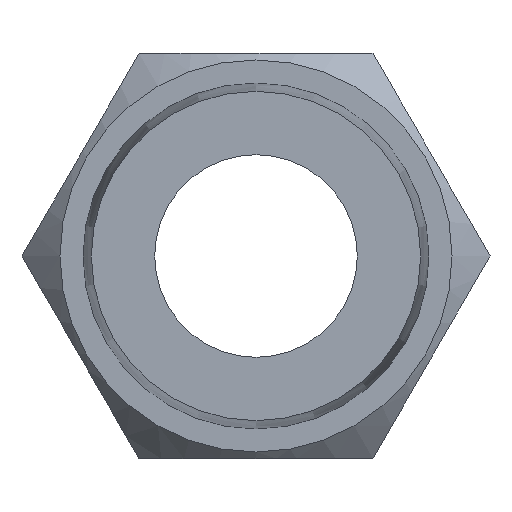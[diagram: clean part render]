
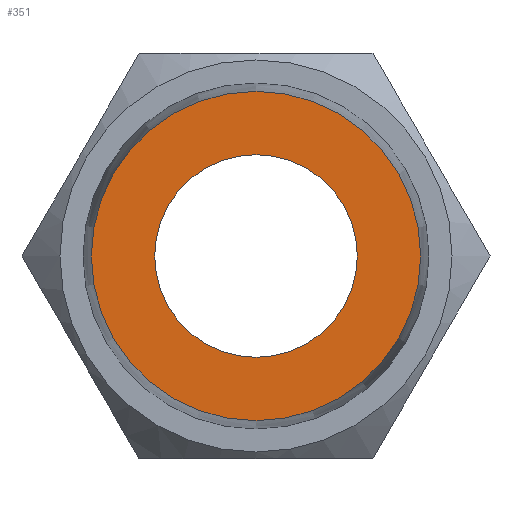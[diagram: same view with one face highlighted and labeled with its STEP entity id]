
A CAD part, left-side view. The second image highlights one B-rep face of the part: STEP entity #351.
In plain terms, the highlighted planar face has unit normal (-1, 0, 0).
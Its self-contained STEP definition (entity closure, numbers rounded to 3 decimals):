
#50=PLANE('',#395);
#111=ORIENTED_EDGE('',*,*,#162,.F.);
#112=ORIENTED_EDGE('',*,*,#188,.T.);
#162=EDGE_CURVE('',#204,#204,#237,.T.);
#188=EDGE_CURVE('',#224,#224,#242,.T.);
#204=VERTEX_POINT('',#515);
#224=VERTEX_POINT('',#930);
#237=CIRCLE('',#382,4.);
#242=CIRCLE('',#396,6.5);
#265=EDGE_LOOP('',(#111));
#266=EDGE_LOOP('',(#112));
#308=FACE_BOUND('',#265,.T.);
#309=FACE_BOUND('',#266,.T.);
#351=ADVANCED_FACE('',(#308,#309),#50,.F.);
#382=AXIS2_PLACEMENT_3D('',#514,#425,#426);
#395=AXIS2_PLACEMENT_3D('',#928,#458,#459);
#396=AXIS2_PLACEMENT_3D('',#929,#460,#461);
#425=DIRECTION('',(-1.,0.,0.));
#426=DIRECTION('',(0.,0.,1.));
#458=DIRECTION('',(1.,0.,0.));
#459=DIRECTION('',(0.,0.,-1.));
#460=DIRECTION('',(-1.,0.,0.));
#461=DIRECTION('',(0.,0.,1.));
#514=CARTESIAN_POINT('',(0.,0.,0.));
#515=CARTESIAN_POINT('',(0.,0.,4.));
#928=CARTESIAN_POINT('',(0.,4.,0.));
#929=CARTESIAN_POINT('',(0.,0.,0.));
#930=CARTESIAN_POINT('',(0.,0.,6.5));
